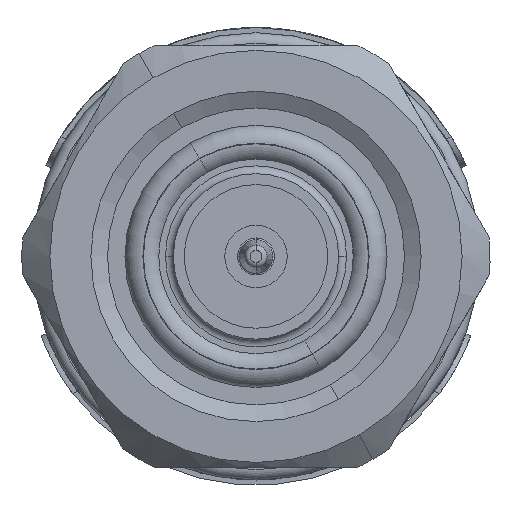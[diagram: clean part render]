
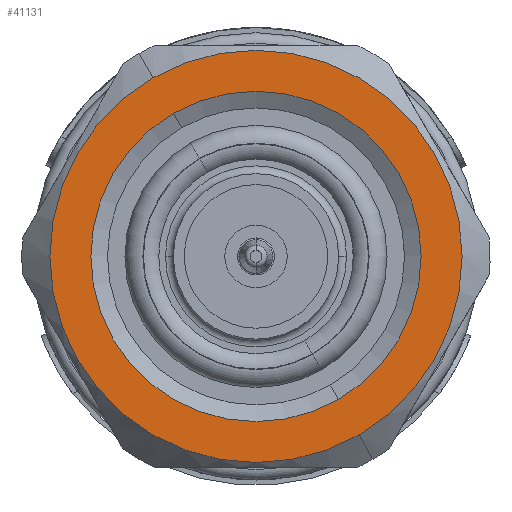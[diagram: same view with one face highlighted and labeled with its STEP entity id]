
A CAD part, left-side view. The second image highlights one B-rep face of the part: STEP entity #41131.
In plain terms, the highlighted planar face has unit normal (-1, 0, 0).
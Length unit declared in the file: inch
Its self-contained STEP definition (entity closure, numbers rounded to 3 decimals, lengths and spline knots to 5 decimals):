
#56 = DIRECTION ( 'NONE',  ( 0., 0., 1. ) ) ;
#411 = DIRECTION ( 'NONE',  ( -1., 0., 0. ) ) ;
#966 = AXIS2_PLACEMENT_3D ( 'NONE', #47065, #27028, #56 ) ;
#1361 = EDGE_CURVE ( 'NONE', #33048, #58553, #59149, .T. ) ;
#5514 = CARTESIAN_POINT ( 'NONE',  ( -0.3185, 0.3175, 0. ) ) ;
#5985 = VERTEX_POINT ( 'NONE', #17855 ) ;
#6120 = DIRECTION ( 'NONE',  ( 1., 0., 0. ) ) ;
#6583 = DIRECTION ( 'NONE',  ( -1., 0., 0. ) ) ;
#10374 = AXIS2_PLACEMENT_3D ( 'NONE', #54184, #6583, #49546 ) ;
#14774 = CIRCLE ( 'NONE', #966, 0.39625 ) ;
#14796 = FACE_BOUND ( 'NONE', #34360, .T. ) ;
#17855 = CARTESIAN_POINT ( 'NONE',  ( -0.3185, 0., 0.39625 ) ) ;
#19231 = EDGE_CURVE ( 'NONE', #58553, #33048, #31360, .T. ) ;
#19281 = DIRECTION ( 'NONE',  ( -1., 0., 0. ) ) ;
#20470 = CARTESIAN_POINT ( 'NONE',  ( -0.3185, 0., 0.3175 ) ) ;
#20471 = CARTESIAN_POINT ( 'NONE',  ( -0.3185, 0., -0.39625 ) ) ;
#22113 = EDGE_CURVE ( 'NONE', #5985, #28071, #14774, .T. ) ;
#27028 = DIRECTION ( 'NONE',  ( -1., 0., 0. ) ) ;
#28071 = VERTEX_POINT ( 'NONE', #20471 ) ;
#29023 = PLANE ( 'NONE',  #56016 ) ;
#31360 = CIRCLE ( 'NONE', #37275, 0.3175 ) ;
#32873 = DIRECTION ( 'NONE',  ( 0., 0., 1. ) ) ;
#33048 = VERTEX_POINT ( 'NONE', #20470 ) ;
#33663 = FACE_OUTER_BOUND ( 'NONE', #34245, .T. ) ;
#34245 = EDGE_LOOP ( 'NONE', ( #41369, #46038 ) ) ;
#34343 = CARTESIAN_POINT ( 'NONE',  ( -0.3185, 0., -0.3175 ) ) ;
#34360 = EDGE_LOOP ( 'NONE', ( #54285, #48170 ) ) ;
#35528 = AXIS2_PLACEMENT_3D ( 'NONE', #42468, #19281, #52336 ) ;
#37211 = CARTESIAN_POINT ( 'NONE',  ( -0.3185, 0., 0. ) ) ;
#37275 = AXIS2_PLACEMENT_3D ( 'NONE', #37211, #411, #32873 ) ;
#39975 = CIRCLE ( 'NONE', #10374, 0.39625 ) ;
#41131 = ADVANCED_FACE ( 'NONE', ( #14796, #33663 ), #29023, .F. ) ;
#41369 = ORIENTED_EDGE ( 'NONE', *, *, #53496, .T. ) ;
#42468 = CARTESIAN_POINT ( 'NONE',  ( -0.3185, 0., 0. ) ) ;
#43235 = DIRECTION ( 'NONE',  ( 0., 0., -1. ) ) ;
#46038 = ORIENTED_EDGE ( 'NONE', *, *, #22113, .T. ) ;
#47065 = CARTESIAN_POINT ( 'NONE',  ( -0.3185, 0., 0. ) ) ;
#48170 = ORIENTED_EDGE ( 'NONE', *, *, #19231, .F. ) ;
#49546 = DIRECTION ( 'NONE',  ( 0., 0., 1. ) ) ;
#52336 = DIRECTION ( 'NONE',  ( 0., 0., 1. ) ) ;
#53496 = EDGE_CURVE ( 'NONE', #28071, #5985, #39975, .T. ) ;
#54184 = CARTESIAN_POINT ( 'NONE',  ( -0.3185, 0., 0. ) ) ;
#54285 = ORIENTED_EDGE ( 'NONE', *, *, #1361, .F. ) ;
#56016 = AXIS2_PLACEMENT_3D ( 'NONE', #5514, #6120, #43235 ) ;
#58553 = VERTEX_POINT ( 'NONE', #34343 ) ;
#59149 = CIRCLE ( 'NONE', #35528, 0.3175 ) ;
